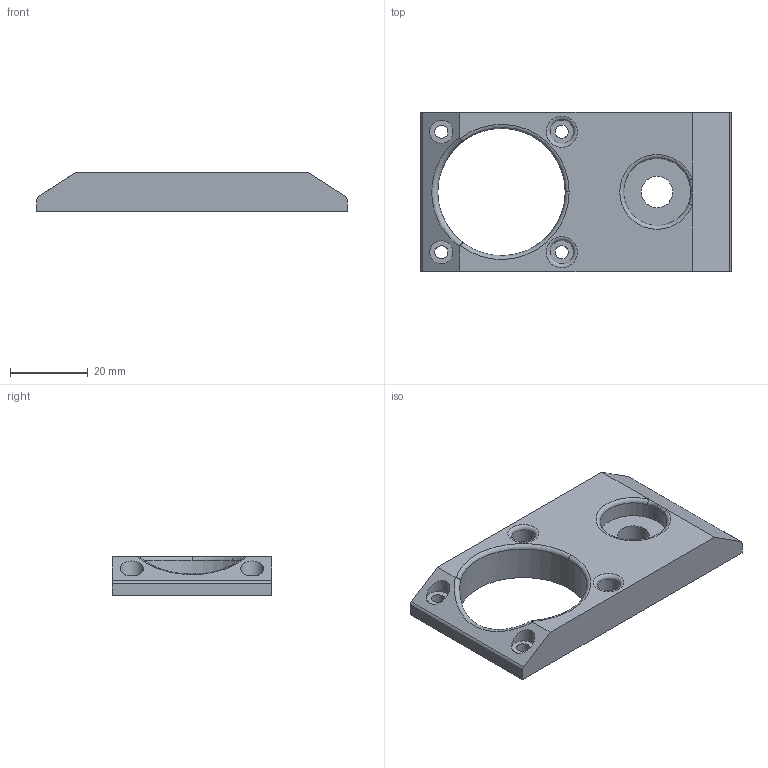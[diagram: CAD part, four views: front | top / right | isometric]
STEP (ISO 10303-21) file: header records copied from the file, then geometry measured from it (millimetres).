
FILE_DESCRIPTION(('FreeCAD Model'),'2;1');
FILE_NAME('y-stepper-mount-hz.step', '2020-03-15T13:23:11',('Author'),(''), 'Open CASCADE STEP processor 7.3','FreeCAD','Unknown');
FILE_SCHEMA(('AUTOMOTIVE_DESIGN { 1 0 10303 214 1 1 1 1 }'));
Length unit declared in the file: millimetre
Products named in the file (1): y-stepper-mount-hz
Bounding box: 79.86 x 41 x 10 mm (x, y, z)
Volume: 19729.8 mm3; surface area: 8289.2 mm2
Topology: 1 solids, 1 shells, 35 faces, 84 edges, 54 vertices
Faces by surface type: plane 14, cylinder 13, torus 5, bspline 3
Full cylindrical faces by diameter (mm): 3.4 x4, 6 x4, 8.1 x1, 17.25 x1, 32.8 x1
Entity records: 3151 total; most frequent: CARTESIAN_POINT 1602, DIRECTION 236, ORIENTED_EDGE 168, PCURVE 168, DEFINITIONAL_REPRESENTATION 168, B_SPLINE_CURVE_WITH_KNOTS 96, EDGE_CURVE 84, LINE 82
